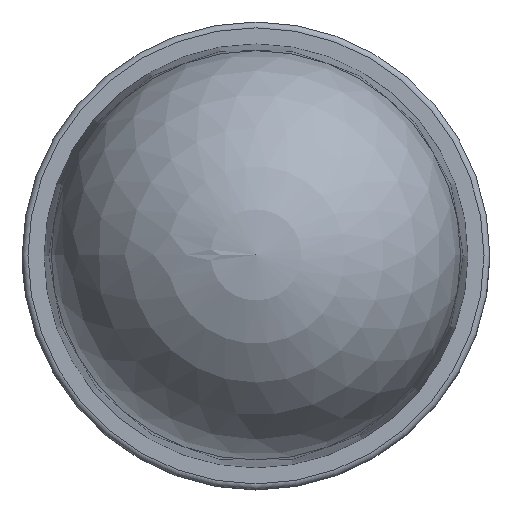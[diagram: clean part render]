
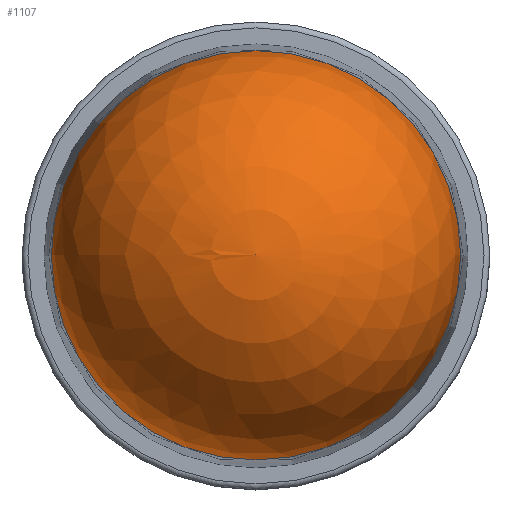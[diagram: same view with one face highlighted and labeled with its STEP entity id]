
A CAD part, top view. The second image highlights one B-rep face of the part: STEP entity #1107.
In plain terms, the highlighted spherical face has radius 1.4 mm.
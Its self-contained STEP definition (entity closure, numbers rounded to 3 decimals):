
#1088 = VERTEX_POINT('',#1089);
#1089 = CARTESIAN_POINT('',(-1.4,0.,8.2));
#1095 = EDGE_CURVE('',#1088,#1088,#1096,.T.);
#1096 = CIRCLE('',#1097,1.4);
#1097 = AXIS2_PLACEMENT_3D('',#1098,#1099,#1100);
#1098 = CARTESIAN_POINT('',(0.,0.,8.2));
#1099 = DIRECTION('',(0.,0.,1.));
#1100 = DIRECTION('',(-1.,0.,0.));
#1107 = ADVANCED_FACE('',(#1108),#1121,.T.);
#1108 = FACE_BOUND('',#1109,.T.);
#1109 = EDGE_LOOP('',(#1110,#1119,#1120));
#1110 = ORIENTED_EDGE('',*,*,#1111,.T.);
#1111 = EDGE_CURVE('',#1112,#1088,#1114,.T.);
#1112 = VERTEX_POINT('',#1113);
#1113 = CARTESIAN_POINT('',(0.,0.,9.6
    ));
#1114 = CIRCLE('',#1115,1.4);
#1115 = AXIS2_PLACEMENT_3D('',#1116,#1117,#1118);
#1116 = CARTESIAN_POINT('',(0.,0.,8.2));
#1117 = DIRECTION('',(0.,-1.,0.));
#1118 = DIRECTION('',(1.,0.,0.));
#1119 = ORIENTED_EDGE('',*,*,#1095,.T.);
#1120 = ORIENTED_EDGE('',*,*,#1111,.F.);
#1121 = SPHERICAL_SURFACE('',#1122,1.4);
#1122 = AXIS2_PLACEMENT_3D('',#1123,#1124,#1125);
#1123 = CARTESIAN_POINT('',(0.,0.,8.2));
#1124 = DIRECTION('',(0.,0.,-1.));
#1125 = DIRECTION('',(-1.,0.,0.));
